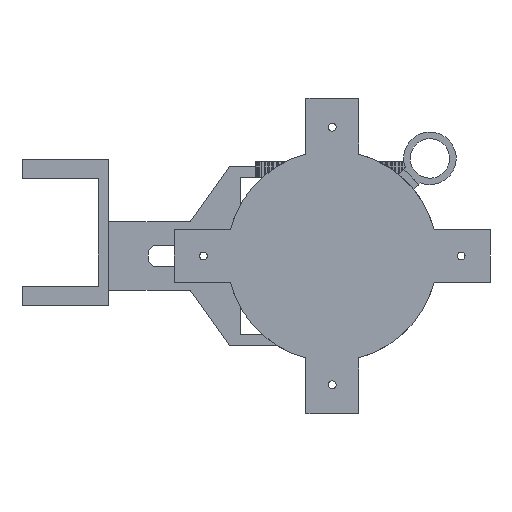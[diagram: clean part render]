
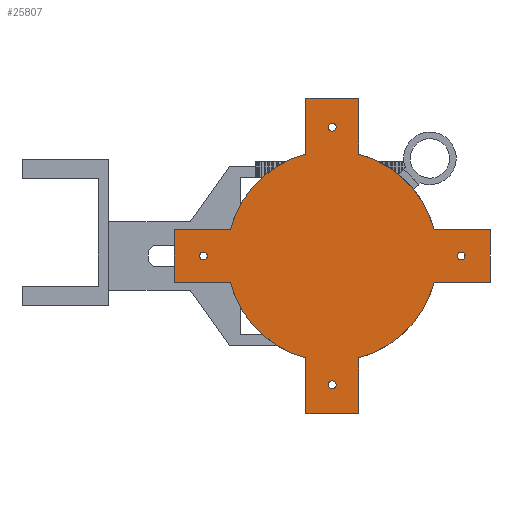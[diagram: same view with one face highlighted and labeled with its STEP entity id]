
A CAD part, front view. The second image highlights one B-rep face of the part: STEP entity #25807.
In plain terms, the highlighted planar face has unit normal (0, -1, 0).
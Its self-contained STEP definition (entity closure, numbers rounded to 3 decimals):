
#630=FACE_BOUND('',#3380,.T.);
#631=FACE_BOUND('',#3381,.T.);
#632=FACE_BOUND('',#3382,.T.);
#633=FACE_BOUND('',#3383,.T.);
#963=PLANE('',#27598);
#1881=FACE_OUTER_BOUND('',#3379,.T.);
#3379=EDGE_LOOP('',(#18121,#18122,#18123,#18124,#18125,#18126,#18127,#18128,
#18129,#18130,#18131,#18132,#18133,#18134,#18135,#18136));
#3380=EDGE_LOOP('',(#18137));
#3381=EDGE_LOOP('',(#18138));
#3382=EDGE_LOOP('',(#18139));
#3383=EDGE_LOOP('',(#18140));
#5022=LINE('',#37923,#7597);
#5030=LINE('',#37950,#7605);
#5037=LINE('',#37971,#7612);
#5044=LINE('',#37992,#7619);
#5047=LINE('',#37998,#7622);
#5049=LINE('',#38001,#7624);
#5055=LINE('',#38021,#7630);
#5056=LINE('',#38023,#7631);
#5057=LINE('',#38026,#7632);
#5059=LINE('',#38029,#7634);
#5060=LINE('',#38032,#7635);
#5062=LINE('',#38035,#7637);
#7597=VECTOR('',#30401,10.);
#7605=VECTOR('',#30427,10.);
#7612=VECTOR('',#30446,10.);
#7619=VECTOR('',#30465,10.);
#7622=VECTOR('',#30470,10.);
#7624=VECTOR('',#30474,10.);
#7630=VECTOR('',#30498,10.);
#7631=VECTOR('',#30501,10.);
#7632=VECTOR('',#30504,10.);
#7634=VECTOR('',#30508,10.);
#7635=VECTOR('',#30511,10.);
#7637=VECTOR('',#30515,10.);
#10187=CIRCLE('',#27533,1.5);
#10191=CIRCLE('',#27540,1.5);
#10195=CIRCLE('',#27547,1.5);
#10199=CIRCLE('',#27554,1.5);
#10215=CIRCLE('',#27586,40.);
#10216=CIRCLE('',#27587,40.);
#10217=CIRCLE('',#27588,40.);
#10218=CIRCLE('',#27589,40.);
#11284=VERTEX_POINT('',#37866);
#11288=VERTEX_POINT('',#37879);
#11292=VERTEX_POINT('',#37892);
#11296=VERTEX_POINT('',#37905);
#11302=VERTEX_POINT('',#37920);
#11303=VERTEX_POINT('',#37922);
#11312=VERTEX_POINT('',#37947);
#11313=VERTEX_POINT('',#37949);
#11320=VERTEX_POINT('',#37968);
#11321=VERTEX_POINT('',#37970);
#11328=VERTEX_POINT('',#37989);
#11329=VERTEX_POINT('',#37991);
#11330=VERTEX_POINT('',#37995);
#11331=VERTEX_POINT('',#37997);
#11333=VERTEX_POINT('',#38008);
#11334=VERTEX_POINT('',#38013);
#11335=VERTEX_POINT('',#38015);
#11336=VERTEX_POINT('',#38019);
#11337=VERTEX_POINT('',#38025);
#11338=VERTEX_POINT('',#38031);
#13954=EDGE_CURVE('',#11284,#11284,#10187,.T.);
#13960=EDGE_CURVE('',#11288,#11288,#10191,.T.);
#13966=EDGE_CURVE('',#11292,#11292,#10195,.T.);
#13972=EDGE_CURVE('',#11296,#11296,#10199,.T.);
#13979=EDGE_CURVE('',#11302,#11303,#5022,.T.);
#13992=EDGE_CURVE('',#11312,#11313,#5030,.T.);
#14002=EDGE_CURVE('',#11320,#11321,#5037,.T.);
#14012=EDGE_CURVE('',#11328,#11329,#5044,.T.);
#14015=EDGE_CURVE('',#11330,#11331,#5047,.T.);
#14017=EDGE_CURVE('',#11331,#11320,#5049,.T.);
#14021=EDGE_CURVE('',#11313,#11333,#10215,.F.);
#14023=EDGE_CURVE('',#11329,#11330,#10216,.F.);
#14024=EDGE_CURVE('',#11321,#11302,#10217,.F.);
#14026=EDGE_CURVE('',#11334,#11335,#10218,.F.);
#14029=EDGE_CURVE('',#11336,#11334,#5055,.T.);
#14030=EDGE_CURVE('',#11303,#11336,#5056,.T.);
#14031=EDGE_CURVE('',#11335,#11337,#5057,.T.);
#14033=EDGE_CURVE('',#11337,#11312,#5059,.T.);
#14034=EDGE_CURVE('',#11333,#11338,#5060,.T.);
#14036=EDGE_CURVE('',#11338,#11328,#5062,.T.);
#18121=ORIENTED_EDGE('',*,*,#14023,.F.);
#18122=ORIENTED_EDGE('',*,*,#14012,.F.);
#18123=ORIENTED_EDGE('',*,*,#14036,.F.);
#18124=ORIENTED_EDGE('',*,*,#14034,.F.);
#18125=ORIENTED_EDGE('',*,*,#14021,.F.);
#18126=ORIENTED_EDGE('',*,*,#13992,.F.);
#18127=ORIENTED_EDGE('',*,*,#14033,.F.);
#18128=ORIENTED_EDGE('',*,*,#14031,.F.);
#18129=ORIENTED_EDGE('',*,*,#14026,.F.);
#18130=ORIENTED_EDGE('',*,*,#14029,.F.);
#18131=ORIENTED_EDGE('',*,*,#14030,.F.);
#18132=ORIENTED_EDGE('',*,*,#13979,.F.);
#18133=ORIENTED_EDGE('',*,*,#14024,.F.);
#18134=ORIENTED_EDGE('',*,*,#14002,.F.);
#18135=ORIENTED_EDGE('',*,*,#14017,.F.);
#18136=ORIENTED_EDGE('',*,*,#14015,.F.);
#18137=ORIENTED_EDGE('',*,*,#13954,.T.);
#18138=ORIENTED_EDGE('',*,*,#13960,.T.);
#18139=ORIENTED_EDGE('',*,*,#13966,.T.);
#18140=ORIENTED_EDGE('',*,*,#13972,.T.);
#25807=ADVANCED_FACE('',(#1881,#630,#631,#632,#633),#963,.F.);
#27533=AXIS2_PLACEMENT_3D('',#37868,#30339,#30340);
#27540=AXIS2_PLACEMENT_3D('',#37881,#30355,#30356);
#27547=AXIS2_PLACEMENT_3D('',#37894,#30371,#30372);
#27554=AXIS2_PLACEMENT_3D('',#37907,#30387,#30388);
#27586=AXIS2_PLACEMENT_3D('',#38009,#30484,#30485);
#27587=AXIS2_PLACEMENT_3D('',#38011,#30487,#30488);
#27588=AXIS2_PLACEMENT_3D('',#38012,#30489,#30490);
#27589=AXIS2_PLACEMENT_3D('',#38016,#30492,#30493);
#27598=AXIS2_PLACEMENT_3D('',#38038,#30520,#30521);
#30339=DIRECTION('center_axis',(0.,1.,0.));
#30340=DIRECTION('ref_axis',(0.,0.,-1.));
#30355=DIRECTION('center_axis',(0.,1.,0.));
#30356=DIRECTION('ref_axis',(1.,0.,0.));
#30371=DIRECTION('center_axis',(0.,1.,0.));
#30372=DIRECTION('ref_axis',(0.,0.,1.));
#30387=DIRECTION('center_axis',(0.,1.,0.));
#30388=DIRECTION('ref_axis',(-1.,0.,0.));
#30401=DIRECTION('',(0.,0.,-1.));
#30427=DIRECTION('',(1.,0.,0.));
#30446=DIRECTION('',(-1.,0.,0.));
#30465=DIRECTION('',(0.,0.,-1.));
#30470=DIRECTION('',(1.,0.,0.));
#30474=DIRECTION('',(0.,0.,-1.));
#30484=DIRECTION('center_axis',(0.,-1.,0.));
#30485=DIRECTION('ref_axis',(1.,0.,0.));
#30487=DIRECTION('center_axis',(0.,-1.,0.));
#30488=DIRECTION('ref_axis',(1.,0.,0.));
#30489=DIRECTION('center_axis',(0.,-1.,0.));
#30490=DIRECTION('ref_axis',(1.,0.,0.));
#30492=DIRECTION('center_axis',(0.,-1.,0.));
#30493=DIRECTION('ref_axis',(1.,0.,0.));
#30498=DIRECTION('',(0.,0.,1.));
#30501=DIRECTION('',(-1.,0.,0.));
#30504=DIRECTION('',(-1.,0.,0.));
#30508=DIRECTION('',(0.,0.,1.));
#30511=DIRECTION('',(0.,0.,1.));
#30515=DIRECTION('',(1.,0.,0.));
#30520=DIRECTION('center_axis',(0.,1.,0.));
#30521=DIRECTION('ref_axis',(1.,0.,0.));
#37866=CARTESIAN_POINT('',(0.,-2.5,-47.5));
#37868=CARTESIAN_POINT('Origin',(0.,-2.5,-49.));
#37879=CARTESIAN_POINT('',(47.5,-2.5,0.));
#37881=CARTESIAN_POINT('Origin',(49.,-2.5,0.));
#37892=CARTESIAN_POINT('',(0.,-2.5,47.5));
#37894=CARTESIAN_POINT('Origin',(0.,-2.5,49.));
#37905=CARTESIAN_POINT('',(-47.5,-2.5,0.));
#37907=CARTESIAN_POINT('Origin',(-49.,-2.5,0.));
#37920=CARTESIAN_POINT('',(10.,-2.5,-38.73));
#37922=CARTESIAN_POINT('',(10.,-2.5,-60.));
#37923=CARTESIAN_POINT('',(10.,-2.5,-30.));
#37947=CARTESIAN_POINT('',(-60.,-2.5,10.));
#37949=CARTESIAN_POINT('',(-38.73,-2.5,10.));
#37950=CARTESIAN_POINT('',(-18.071,-2.5,10.));
#37968=CARTESIAN_POINT('',(60.,-2.5,-10.));
#37970=CARTESIAN_POINT('',(38.73,-2.5,-10.));
#37971=CARTESIAN_POINT('',(18.071,-2.5,-10.));
#37989=CARTESIAN_POINT('',(10.,-2.5,60.));
#37991=CARTESIAN_POINT('',(10.,-2.5,38.73));
#37992=CARTESIAN_POINT('',(10.,-2.5,18.071));
#37995=CARTESIAN_POINT('',(38.73,-2.5,10.));
#37997=CARTESIAN_POINT('',(60.,-2.5,10.));
#37998=CARTESIAN_POINT('',(30.,-2.5,10.));
#38001=CARTESIAN_POINT('',(60.,-2.5,-5.));
#38008=CARTESIAN_POINT('',(-10.,-2.5,38.73));
#38009=CARTESIAN_POINT('Origin',(0.,-2.5,0.));
#38011=CARTESIAN_POINT('Origin',(0.,-2.5,0.));
#38012=CARTESIAN_POINT('Origin',(0.,-2.5,0.));
#38013=CARTESIAN_POINT('',(-10.,-2.5,-38.73));
#38015=CARTESIAN_POINT('',(-38.73,-2.5,-10.));
#38016=CARTESIAN_POINT('Origin',(0.,-2.5,0.));
#38019=CARTESIAN_POINT('',(-10.,-2.5,-60.));
#38021=CARTESIAN_POINT('',(-10.,-2.5,-18.071));
#38023=CARTESIAN_POINT('',(-5.,-2.5,-60.));
#38025=CARTESIAN_POINT('',(-60.,-2.5,-10.));
#38026=CARTESIAN_POINT('',(-30.,-2.5,-10.));
#38029=CARTESIAN_POINT('',(-60.,-2.5,5.));
#38031=CARTESIAN_POINT('',(-10.,-2.5,60.));
#38032=CARTESIAN_POINT('',(-10.,-2.5,30.));
#38035=CARTESIAN_POINT('',(5.,-2.5,60.));
#38038=CARTESIAN_POINT('Origin',(0.,-2.5,0.));
